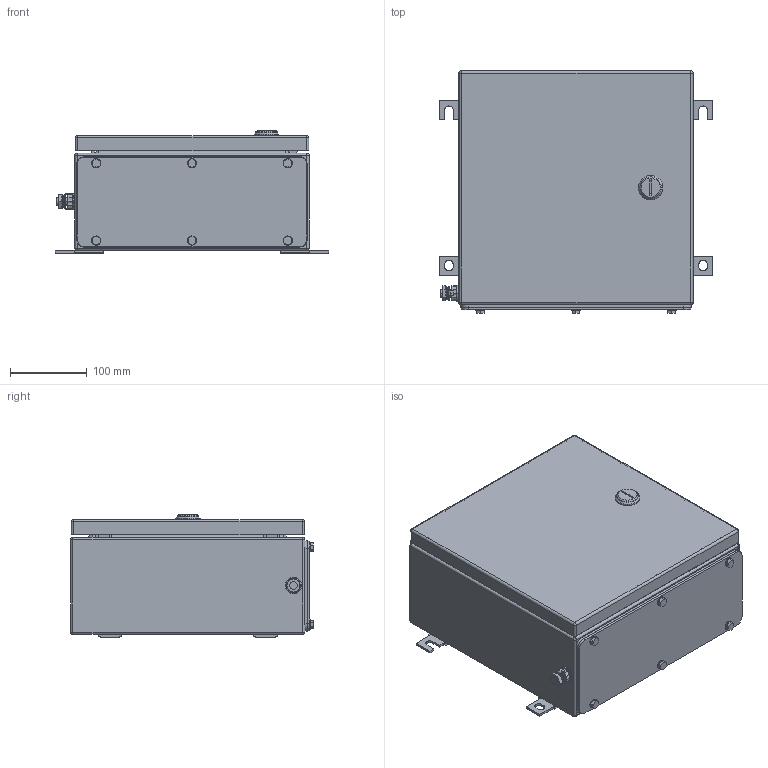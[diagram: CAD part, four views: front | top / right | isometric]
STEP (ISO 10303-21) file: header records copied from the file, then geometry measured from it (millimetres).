
FILE_DESCRIPTION(('CATIA V5 STEP Exchange','CAx-IF Rec.Pracs.--- Model Styling and Organization---1.4--- 2014-01-23'),'2;1');
FILE_NAME ('008775-7_3_1200020000_1200020000.stp','2019-09-23T06:24:21+00:00',('none'),('Weidmueller'),'CATIA Version 5-6 Release 2016 SP3 HF44','CATIA V5 STEP AP214','none');
FILE_SCHEMA(('AUTOMOTIVE_DESIGN { 1 0 10303 214 1 1 1 1 }'));
Length unit declared in the file: millimetre
Products named in the file (1): 1200020000
Bounding box: 357 x 317 x 159.8 mm (x, y, z)
Volume: 817063.8 mm3; surface area: 945620.1 mm2
Topology: 52 solids, 53 shells, 1094 faces, 2530 edges, 1572 vertices
Faces by surface type: plane 500, cylinder 428, cone 116, sphere 24, torus 22, bspline 4
Entity records: 29463 total; most frequent: CARTESIAN_POINT 6030, ORIENTED_EDGE 4968, DIRECTION 3973, EDGE_CURVE 2484, AXIS2_PLACEMENT_3D 1733, VERTEX_POINT 1572, VECTOR 1413, LINE 1413
